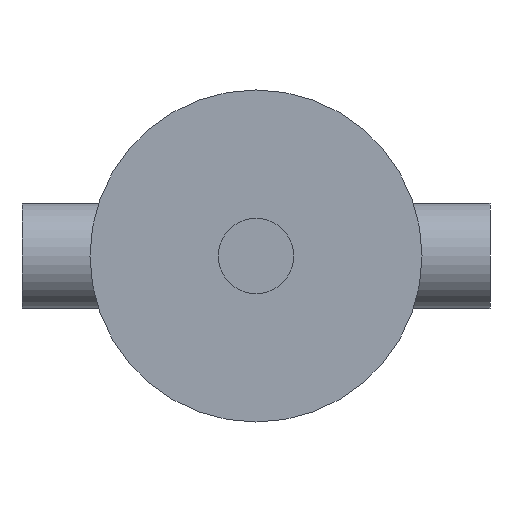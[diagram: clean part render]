
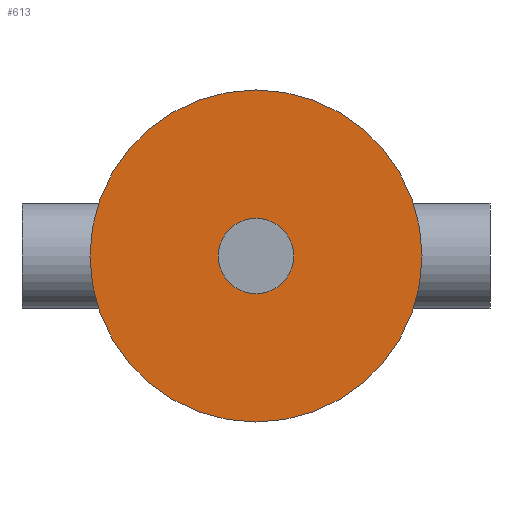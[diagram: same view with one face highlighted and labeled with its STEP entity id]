
A CAD part, left-side view. The second image highlights one B-rep face of the part: STEP entity #613.
In plain terms, the highlighted planar face has unit normal (-1, 0, 0).
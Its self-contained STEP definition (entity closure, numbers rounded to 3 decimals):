
#1 = VERTEX_POINT ( 'NONE', #454 ) ;
#10 = VERTEX_POINT ( 'NONE', #225 ) ;
#58 = EDGE_LOOP ( 'NONE', ( #630, #339 ) ) ;
#96 = ORIENTED_EDGE ( 'NONE', *, *, #503, .F. ) ;
#100 = AXIS2_PLACEMENT_3D ( 'NONE', #771, #471, #276 ) ;
#125 = CARTESIAN_POINT ( 'NONE',  ( -630., 0., 0. ) ) ;
#149 = CARTESIAN_POINT ( 'NONE',  ( -630., 0., -110. ) ) ;
#150 = DIRECTION ( 'NONE',  ( -1., 0., 0. ) ) ;
#163 = ORIENTED_EDGE ( 'NONE', *, *, #621, .F. ) ;
#180 = DIRECTION ( 'NONE',  ( 0., 0., -1. ) ) ;
#182 = DIRECTION ( 'NONE',  ( 1., 0., 0. ) ) ;
#194 = DIRECTION ( 'NONE',  ( 1., 0., 0. ) ) ;
#199 = CIRCLE ( 'NONE', #100, 25. ) ;
#225 = CARTESIAN_POINT ( 'NONE',  ( -630., 0., 25. ) ) ;
#276 = DIRECTION ( 'NONE',  ( 0., 0., 1. ) ) ;
#326 = DIRECTION ( 'NONE',  ( 0., 0., -1. ) ) ;
#330 = DIRECTION ( 'NONE',  ( 0., 0., -1. ) ) ;
#339 = ORIENTED_EDGE ( 'NONE', *, *, #782, .F. ) ;
#345 = FACE_OUTER_BOUND ( 'NONE', #438, .T. ) ;
#412 = CIRCLE ( 'NONE', #668, 110. ) ;
#414 = AXIS2_PLACEMENT_3D ( 'NONE', #538, #150, #598 ) ;
#438 = EDGE_LOOP ( 'NONE', ( #163, #96 ) ) ;
#454 = CARTESIAN_POINT ( 'NONE',  ( -630., 0., 110. ) ) ;
#471 = DIRECTION ( 'NONE',  ( -1., 0., 0. ) ) ;
#503 = EDGE_CURVE ( 'NONE', #774, #1, #599, .T. ) ;
#538 = CARTESIAN_POINT ( 'NONE',  ( -630., 0., 0. ) ) ;
#582 = CARTESIAN_POINT ( 'NONE',  ( -630., 0., 0. ) ) ;
#583 = DIRECTION ( 'NONE',  ( 1., 0., 0. ) ) ;
#598 = DIRECTION ( 'NONE',  ( 0., 0., 1. ) ) ;
#599 = CIRCLE ( 'NONE', #707, 110. ) ;
#613 = ADVANCED_FACE ( 'NONE', ( #345, #634 ), #635, .F. ) ;
#621 = EDGE_CURVE ( 'NONE', #1, #774, #412, .T. ) ;
#630 = ORIENTED_EDGE ( 'NONE', *, *, #813, .F. ) ;
#634 = FACE_BOUND ( 'NONE', #58, .T. ) ;
#635 = PLANE ( 'NONE',  #808 ) ;
#668 = AXIS2_PLACEMENT_3D ( 'NONE', #582, #194, #326 ) ;
#703 = CIRCLE ( 'NONE', #414, 25. ) ;
#707 = AXIS2_PLACEMENT_3D ( 'NONE', #125, #182, #180 ) ;
#713 = CARTESIAN_POINT ( 'NONE',  ( -630., 0., -25. ) ) ;
#766 = CARTESIAN_POINT ( 'NONE',  ( -630., 0., 0. ) ) ;
#771 = CARTESIAN_POINT ( 'NONE',  ( -630., 0., 0. ) ) ;
#774 = VERTEX_POINT ( 'NONE', #149 ) ;
#782 = EDGE_CURVE ( 'NONE', #793, #10, #199, .T. ) ;
#793 = VERTEX_POINT ( 'NONE', #713 ) ;
#808 = AXIS2_PLACEMENT_3D ( 'NONE', #766, #583, #330 ) ;
#813 = EDGE_CURVE ( 'NONE', #10, #793, #703, .T. ) ;
